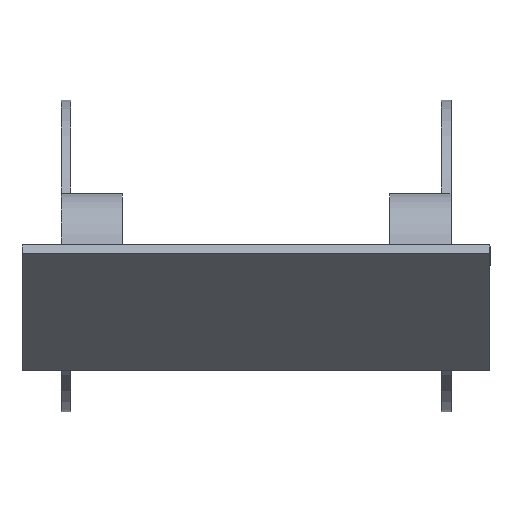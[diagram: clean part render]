
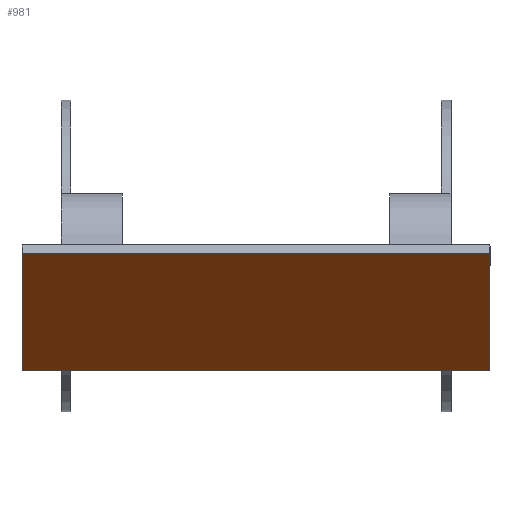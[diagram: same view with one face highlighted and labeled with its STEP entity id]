
A CAD part, top view. The second image highlights one B-rep face of the part: STEP entity #981.
In plain terms, the highlighted face is planar.
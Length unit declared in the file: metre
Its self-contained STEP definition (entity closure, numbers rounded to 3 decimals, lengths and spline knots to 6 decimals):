
#292=ORIENTED_EDGE('',*,*,#433,.F.);
#293=ORIENTED_EDGE('',*,*,#434,.F.);
#294=ORIENTED_EDGE('',*,*,#435,.T.);
#295=ORIENTED_EDGE('',*,*,#436,.T.);
#433=EDGE_CURVE('',#523,#524,#606,.T.);
#434=EDGE_CURVE('',#525,#523,#607,.T.);
#435=EDGE_CURVE('',#525,#526,#608,.T.);
#436=EDGE_CURVE('',#526,#524,#609,.T.);
#523=VERTEX_POINT('',#1688);
#524=VERTEX_POINT('',#1689);
#525=VERTEX_POINT('',#1691);
#526=VERTEX_POINT('',#1693);
#606=LINE('',#1687,#692);
#607=LINE('',#1690,#693);
#608=LINE('',#1692,#694);
#609=LINE('',#1694,#695);
#692=VECTOR('',#1412,1.);
#693=VECTOR('',#1413,1.);
#694=VECTOR('',#1414,1.);
#695=VECTOR('',#1415,1.);
#782=EDGE_LOOP('',(#292,#293,#294,#295));
#868=FACE_BOUND('',#782,.T.);
#922=PLANE('',#1174);
#981=ADVANCED_FACE('',(#868),#922,.T.);
#1174=AXIS2_PLACEMENT_3D('',#1686,#1410,#1411);
#1410=DIRECTION('',(-0.5,0.,-0.866));
#1411=DIRECTION('',(-0.866,0.,0.5));
#1412=DIRECTION('',(-0.866,0.,0.5));
#1413=DIRECTION('',(0.,1.,0.));
#1414=DIRECTION('',(-0.866,0.,0.5));
#1415=DIRECTION('',(0.,1.,0.));
#1686=CARTESIAN_POINT('',(-0.032996,-0.1524,0.01905));
#1687=CARTESIAN_POINT('',(-0.032996,0.,0.01905));
#1688=CARTESIAN_POINT('',(0.,0.,0.));
#1689=CARTESIAN_POINT('',(-0.065991,0.,0.0381));
#1690=CARTESIAN_POINT('',(0.,-0.1524,0.));
#1691=CARTESIAN_POINT('',(0.,-0.1524,0.));
#1692=CARTESIAN_POINT('',(-0.032996,-0.1524,0.01905));
#1693=CARTESIAN_POINT('',(-0.065991,-0.1524,0.0381));
#1694=CARTESIAN_POINT('',(-0.065991,-0.1524,0.0381));
